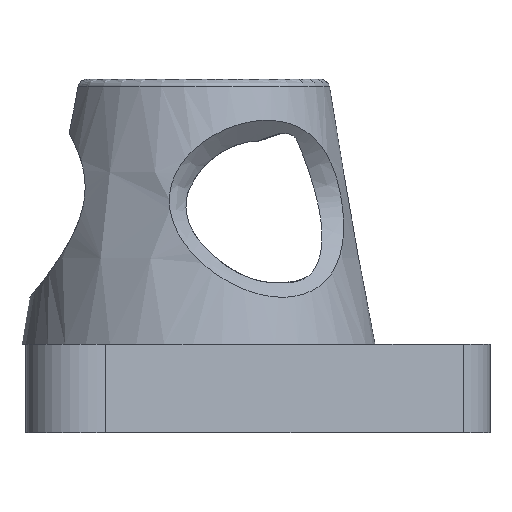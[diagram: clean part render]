
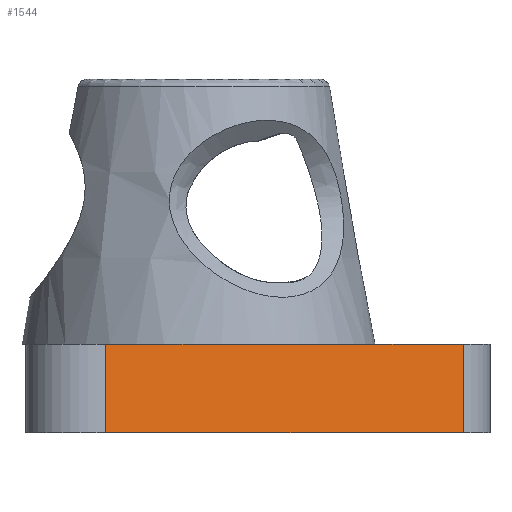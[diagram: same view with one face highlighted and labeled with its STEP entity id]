
A CAD part, left-side view. The second image highlights one B-rep face of the part: STEP entity #1544.
In plain terms, the highlighted planar face has unit normal (-0.866, -0.5, 0).
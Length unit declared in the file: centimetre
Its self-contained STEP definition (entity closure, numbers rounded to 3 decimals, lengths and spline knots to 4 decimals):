
#212=VECTOR('',#1752,1.);
#249=VECTOR('',#1865,1.);
#251=VECTOR('',#1878,1.);
#253=VECTOR('',#1881,1.);
#314=LINE('',#2560,#212);
#351=LINE('',#5061,#249);
#353=LINE('',#5075,#251);
#355=LINE('',#5078,#253);
#413=VERTEX_POINT('',#2454);
#414=VERTEX_POINT('',#2455);
#435=VERTEX_POINT('',#2558);
#437=VERTEX_POINT('',#2561);
#512=VERTEX_POINT('',#5064);
#516=VERTEX_POINT('',#5071);
#647=EDGE_CURVE('',#437,#435,#314,.T.);
#750=EDGE_CURVE('',#414,#413,#351,.T.);
#752=EDGE_CURVE('',#512,#414,#351,.T.);
#758=EDGE_CURVE('',#413,#516,#351,.T.);
#760=EDGE_CURVE('',#512,#435,#353,.T.);
#762=EDGE_CURVE('',#437,#516,#355,.T.);
#1112=ORIENTED_EDGE('',*,*,#760,.F.);
#1113=ORIENTED_EDGE('',*,*,#752,.T.);
#1114=ORIENTED_EDGE('',*,*,#750,.T.);
#1115=ORIENTED_EDGE('',*,*,#758,.T.);
#1116=ORIENTED_EDGE('',*,*,#762,.F.);
#1117=ORIENTED_EDGE('',*,*,#647,.T.);
#1327=EDGE_LOOP('',(#1112,#1113,#1114,#1115,#1116,#1117));
#1449=FACE_BOUND('',#1327,.T.);
#1544=ADVANCED_FACE('',(#1449),#5200,.T.);
#1650=AXIS2_PLACEMENT_3D('',#5077,#1880,$);
#1752=DIRECTION('',(0.5,-0.866,0.));
#1865=DIRECTION('',(-0.5,0.866,0.));
#1878=DIRECTION('',(0.,0.,-1.));
#1880=DIRECTION('',(-0.866,-0.5,0.));
#1881=DIRECTION('',(0.,0.,1.));
#2454=CARTESIAN_POINT('',(-1.911,-0.5901,1.));
#2455=CARTESIAN_POINT('',(-1.4665,-1.3599,1.));
#2558=CARTESIAN_POINT('',(-0.5196,-3.,0.));
#2560=CARTESIAN_POINT('',(-3.3775,1.95,0.));
#2561=CARTESIAN_POINT('',(-2.8579,1.05,0.));
#5061=CARTESIAN_POINT('',(-3.3775,1.95,1.));
#5064=CARTESIAN_POINT('',(-0.5196,-3.,1.));
#5071=CARTESIAN_POINT('',(-2.8579,1.05,1.));
#5075=CARTESIAN_POINT('',(-0.5196,-3.,0.));
#5077=CARTESIAN_POINT('',(-1.6887,-0.975,0.));
#5078=CARTESIAN_POINT('',(-2.8579,1.05,0.));
#5200=PLANE('',#1650);
